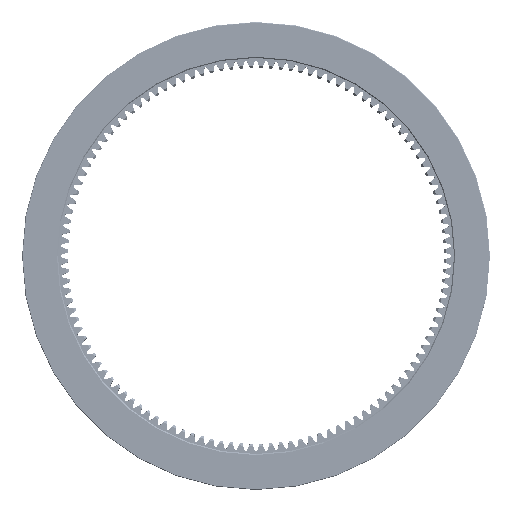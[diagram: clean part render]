
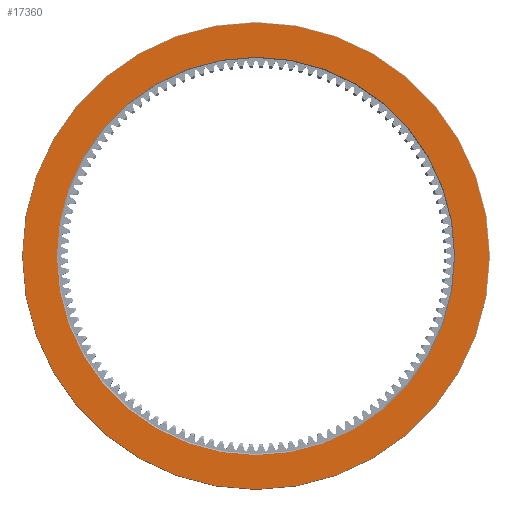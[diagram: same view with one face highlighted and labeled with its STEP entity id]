
A CAD part, top view. The second image highlights one B-rep face of the part: STEP entity #17360.
In plain terms, the highlighted planar face has unit normal (0, 0, 1).
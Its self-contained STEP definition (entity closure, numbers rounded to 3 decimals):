
#2336 = AXIS2_PLACEMENT_3D ( 'NONE', #34628, #52423, #40222 ) ;
#5594 = VERTEX_POINT ( 'NONE', #12186 ) ;
#12186 = CARTESIAN_POINT ( 'NONE',  ( -439., 0., 51. ) ) ;
#12922 = CARTESIAN_POINT ( 'NONE',  ( -374.5, 0., 51. ) ) ;
#15104 = CARTESIAN_POINT ( 'NONE',  ( 0., 0., 51. ) ) ;
#15557 = DIRECTION ( 'NONE',  ( 0., 0., -1. ) ) ;
#17360 = ADVANCED_FACE ( 'NONE', ( #17553, #21596 ), #40867, .F. ) ;
#17553 = FACE_BOUND ( 'NONE', #28192, .T. ) ;
#19430 = CIRCLE ( 'NONE', #23805, 439. ) ;
#19610 = DIRECTION ( 'NONE',  ( -1., 0., 0. ) ) ;
#21596 = FACE_OUTER_BOUND ( 'NONE', #40597, .T. ) ;
#23805 = AXIS2_PLACEMENT_3D ( 'NONE', #15104, #49984, #19610 ) ;
#25078 = AXIS2_PLACEMENT_3D ( 'NONE', #53441, #15557, #54537 ) ;
#28192 = EDGE_LOOP ( 'NONE', ( #54175 ) ) ;
#30230 = EDGE_CURVE ( 'NONE', #5594, #5594, #19430, .T. ) ;
#34442 = CIRCLE ( 'NONE', #2336, 374.5 ) ;
#34628 = CARTESIAN_POINT ( 'NONE',  ( 0., 0., 51. ) ) ;
#39295 = ORIENTED_EDGE ( 'NONE', *, *, #30230, .T. ) ;
#40222 = DIRECTION ( 'NONE',  ( -1., 0., 0. ) ) ;
#40463 = VERTEX_POINT ( 'NONE', #12922 ) ;
#40597 = EDGE_LOOP ( 'NONE', ( #39295 ) ) ;
#40867 = PLANE ( 'NONE',  #25078 ) ;
#45288 = EDGE_CURVE ( 'NONE', #40463, #40463, #34442, .T. ) ;
#49984 = DIRECTION ( 'NONE',  ( 0., 0., 1. ) ) ;
#52423 = DIRECTION ( 'NONE',  ( 0., 0., -1. ) ) ;
#53441 = CARTESIAN_POINT ( 'NONE',  ( 0., 440., 51. ) ) ;
#54175 = ORIENTED_EDGE ( 'NONE', *, *, #45288, .T. ) ;
#54537 = DIRECTION ( 'NONE',  ( -1., 0., 0. ) ) ;
